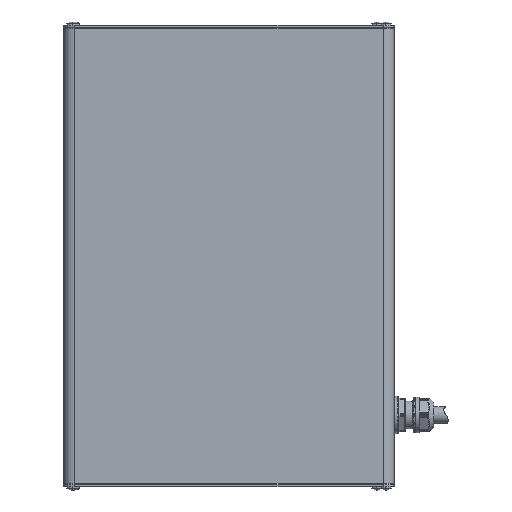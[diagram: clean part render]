
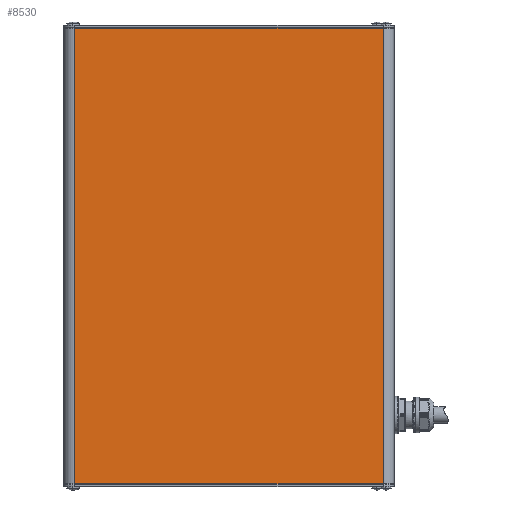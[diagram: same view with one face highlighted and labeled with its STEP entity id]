
A CAD part, front view. The second image highlights one B-rep face of the part: STEP entity #8530.
In plain terms, the highlighted planar face has unit normal (0, -1, 0).
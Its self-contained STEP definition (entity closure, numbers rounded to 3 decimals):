
#763 = ORIENTED_EDGE ( 'NONE', *, *, #21881, .F. ) ;
#1562 = ORIENTED_EDGE ( 'NONE', *, *, #30779, .T. ) ;
#3106 = DIRECTION ( 'NONE',  ( -1., 0., 0. ) ) ;
#3667 = VECTOR ( 'NONE', #38504, 1000. ) ;
#6106 = VECTOR ( 'NONE', #35905, 1000. ) ;
#6607 = CARTESIAN_POINT ( 'NONE',  ( 120., 0., 165.5 ) ) ;
#8530 = ADVANCED_FACE ( 'NONE', ( #13318 ), #19378, .F. ) ;
#11297 = DIRECTION ( 'NONE',  ( -1., 0., 0. ) ) ;
#13318 = FACE_OUTER_BOUND ( 'NONE', #15221, .T. ) ;
#14224 = CARTESIAN_POINT ( 'NONE',  ( 120., 0., -165.5 ) ) ;
#14240 = CARTESIAN_POINT ( 'NONE',  ( -112., 0., -165.5 ) ) ;
#15221 = EDGE_LOOP ( 'NONE', ( #1562, #28920, #763, #16947 ) ) ;
#15979 = VERTEX_POINT ( 'NONE', #31648 ) ;
#16947 = ORIENTED_EDGE ( 'NONE', *, *, #26681, .F. ) ;
#17658 = VERTEX_POINT ( 'NONE', #19040 ) ;
#18778 = DIRECTION ( 'NONE',  ( 0., 1., 0. ) ) ;
#19040 = CARTESIAN_POINT ( 'NONE',  ( 112., 0., -165.5 ) ) ;
#19378 = PLANE ( 'NONE',  #38175 ) ;
#20068 = CARTESIAN_POINT ( 'NONE',  ( -112., 0., 500. ) ) ;
#21881 = EDGE_CURVE ( 'NONE', #15979, #17658, #34771, .T. ) ;
#23468 = VECTOR ( 'NONE', #35824, 1000. ) ;
#25809 = CARTESIAN_POINT ( 'NONE',  ( 112., 0., 500. ) ) ;
#26681 = EDGE_CURVE ( 'NONE', #35355, #15979, #29355, .T. ) ;
#28920 = ORIENTED_EDGE ( 'NONE', *, *, #40830, .F. ) ;
#29190 = CARTESIAN_POINT ( 'NONE',  ( 98.2, 0., 500. ) ) ;
#29355 = LINE ( 'NONE', #6607, #23468 ) ;
#29449 = LINE ( 'NONE', #20068, #6106 ) ;
#30779 = EDGE_CURVE ( 'NONE', #35355, #35385, #29449, .T. ) ;
#31268 = VECTOR ( 'NONE', #11297, 1000. ) ;
#31648 = CARTESIAN_POINT ( 'NONE',  ( 112., 0., 165.5 ) ) ;
#33211 = LINE ( 'NONE', #14224, #31268 ) ;
#34771 = LINE ( 'NONE', #25809, #3667 ) ;
#35355 = VERTEX_POINT ( 'NONE', #39047 ) ;
#35385 = VERTEX_POINT ( 'NONE', #14240 ) ;
#35824 = DIRECTION ( 'NONE',  ( 1., 0., 0. ) ) ;
#35905 = DIRECTION ( 'NONE',  ( 0., 0., -1. ) ) ;
#38175 = AXIS2_PLACEMENT_3D ( 'NONE', #29190, #18778, #3106 ) ;
#38504 = DIRECTION ( 'NONE',  ( 0., 0., -1. ) ) ;
#39047 = CARTESIAN_POINT ( 'NONE',  ( -112., 0., 165.5 ) ) ;
#40830 = EDGE_CURVE ( 'NONE', #17658, #35385, #33211, .T. ) ;
